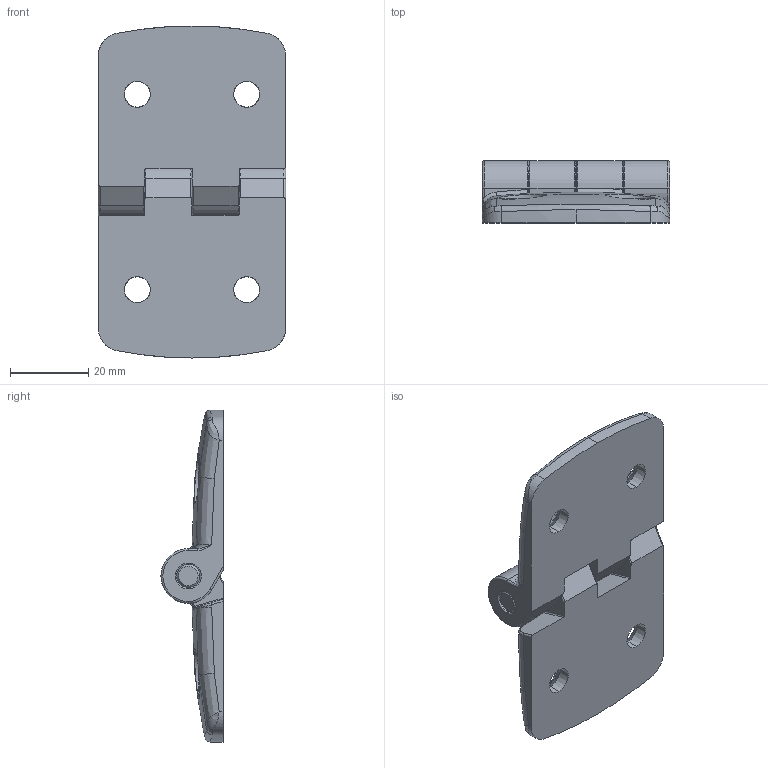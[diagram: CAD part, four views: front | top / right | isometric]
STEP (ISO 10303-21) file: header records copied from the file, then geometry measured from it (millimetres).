
FILE_DESCRIPTION (( 'STEP AP214' ), '1' );
FILE_NAME ('095e4545f.STEP', '2012-09-28T16:44:45', ( '' ), ( '' ), 'SwSTEP 2.0', 'SolidWorks 2012', '' );
FILE_SCHEMA (( 'AUTOMOTIVE_DESIGN' ));
Length unit declared in the file: millimetre
Products named in the file (3): 095e4545f; 095e45f_114052; 095k-02_Standard
Assembly tree (3 placements, depth 2):
  095e4545f
    095e45f_114052  x2
    095k-02_Standard
Bounding box: 48 x 15.9 x 85 mm (x, y, z)
Volume: 27951.1 mm3; surface area: 13116.6 mm2
Topology: 3 solids, 3 shells, 187 faces, 470 edges, 274 vertices
Faces by surface type: bspline 62, cylinder 56, plane 27, torus 22, cone 20
Entity records: 4263 total; most frequent: CARTESIAN_POINT 2071, ORIENTED_EDGE 478, DIRECTION 389, EDGE_CURVE 239, AXIS2_PLACEMENT_3D 162, VERTEX_POINT 143, EDGE_LOOP 106, FACE_OUTER_BOUND 99
